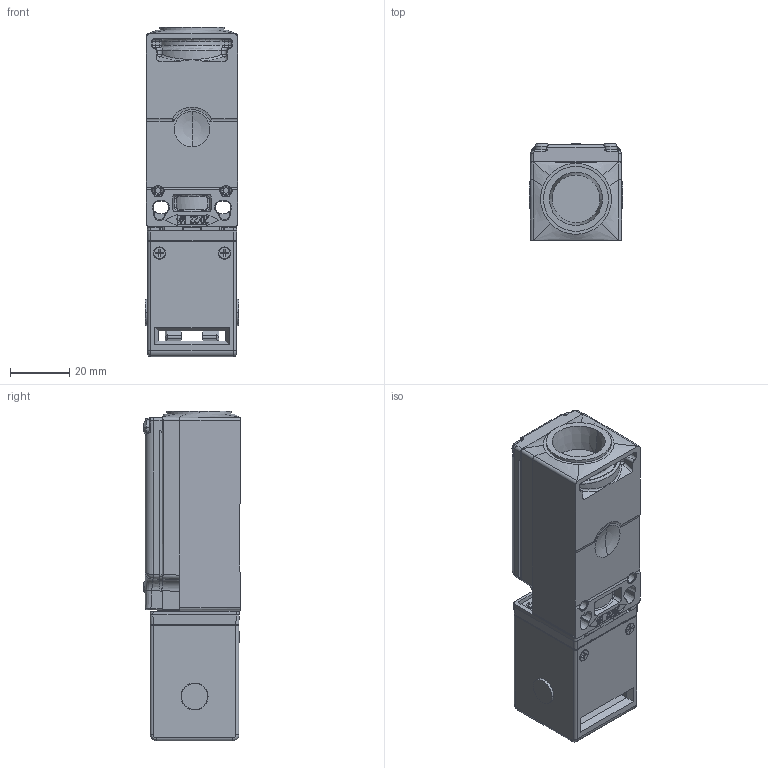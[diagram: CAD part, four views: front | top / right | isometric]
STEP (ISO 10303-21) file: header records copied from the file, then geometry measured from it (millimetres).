
FILE_DESCRIPTION((''),'2;1');
FILE_NAME('1360289_SW0001','2016-07-06T',('sharbsmeier'),('.steute Schaltgeräte GmbH, Löhne'),'PRO/ENGINEER BY PARAMETRIC TECHNOLOGY CORPORATION, 2015070','PRO/ENGINEER BY PARAMETRIC TECHNOLOGY CORPORATION, 2015070','');
FILE_SCHEMA(('CONFIG_CONTROL_DESIGN'));
Products named in the file (1): 1360289_SW0001
Bounding box: 31.6 x 32.75 x 111.6 mm (x, y, z)
Surface area: 31219 mm2 (no closed solid volume)
Topology: 0 solids, 57 shells, 1765 faces, 6882 edges, 4988 vertices
Faces by surface type: plane 1246, cylinder 256, bspline 112, cone 81, torus 46, sphere 22, extrusion 2
Entity records: 78477 total; most frequent: CARTESIAN_POINT 22811, ORIENTED_EDGE 10946, DIRECTION 10539, EDGE_CURVE 6873, VECTOR 5621, LINE 5619, VERTEX_POINT 4988, AXIS2_PLACEMENT_3D 2459
